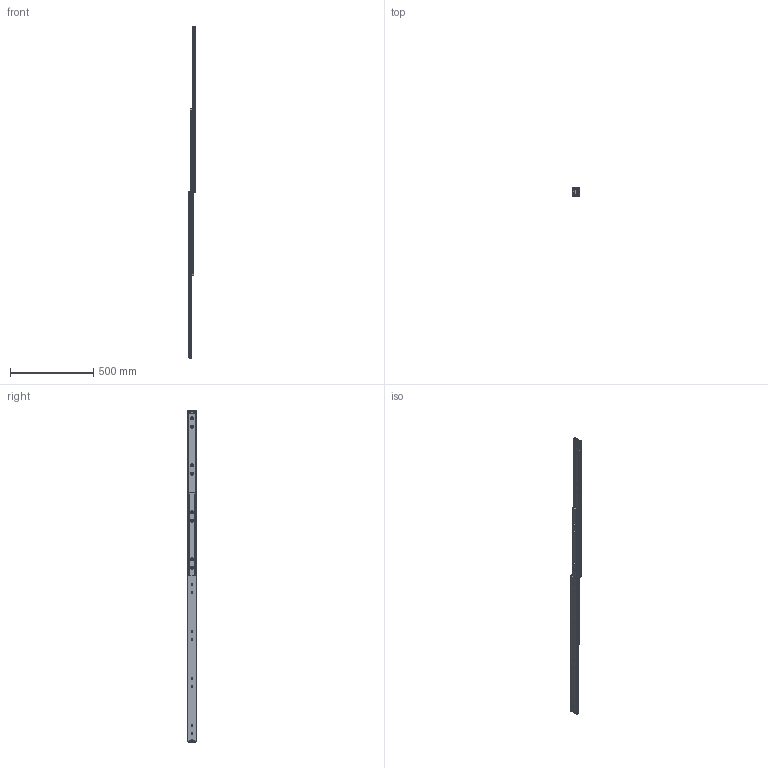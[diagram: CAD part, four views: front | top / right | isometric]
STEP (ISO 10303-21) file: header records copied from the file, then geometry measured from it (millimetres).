
FILE_DESCRIPTION (( 'STEP AP214' ), '1' );
FILE_NAME ('FR_5439.1000mm_40inch_open.STEP', '2022-10-17T10:26:46', ( '' ), ( '' ), 'SwSTEP 2.0', 'SolidWorks 2020', '' );
FILE_SCHEMA (( 'AUTOMOTIVE_DESIGN' ));
Length unit declared in the file: millimetre
Products named in the file (10): 5439.XXX-01.T090_NL 1000; 5439.XXX-03.T090_NL 1000; 5439.XXX-D2.T090_NL 1000; 5439.XXX-C2.T090_NL 1000; FR 5439 BUMPER; 5439.XXX-02.T090_NL 1000; FR_5439.1000mm_40inch_open; FR 5439 STOP
Assembly tree (11 placements, depth 3):
  FR_5439.1000mm_40inch_open
    5439.XXX-01.T090_NL 1000
      5439.XXX-01.T090_NL 1000
      FR 5439 BUMPER
      FR 5439 STOP
    5439.XXX-02.T090_NL 1000
      5439.XXX-C2.T090_NL 1000
      5439.XXX-D2.T090_NL 1000
    5439.XXX-03.T090_NL 1000
      5439.XXX-03.T090_NL 1000
      FR 5439 BUMPER
      FR 5439 STOP
Bounding box: 39 x 51.38 x 2000 mm (x, y, z)
Volume: 1439017.8 mm3; surface area: 525906.8 mm2
Topology: 8 solids, 8 shells, 300 faces, 816 edges, 532 vertices
Faces by surface type: cylinder 186, plane 70, cone 36, bspline 8
Entity records: 8806 total; most frequent: DIRECTION 1596, CARTESIAN_POINT 1477, ORIENTED_EDGE 1392, EDGE_CURVE 696, AXIS2_PLACEMENT_3D 635, VERTEX_POINT 452, CIRCLE 366, EDGE_LOOP 344
